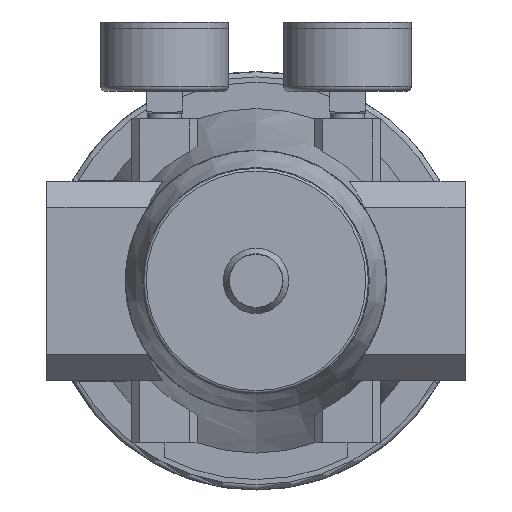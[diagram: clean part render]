
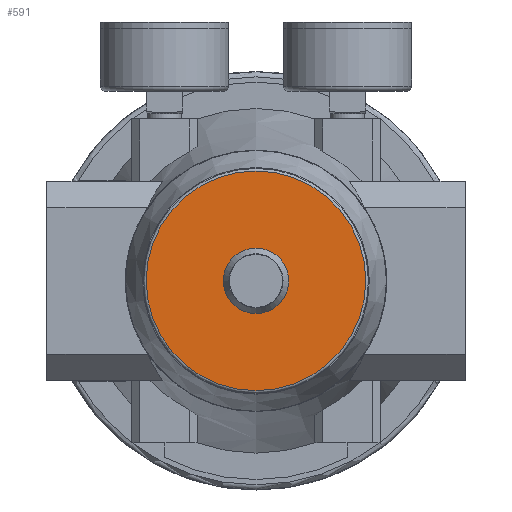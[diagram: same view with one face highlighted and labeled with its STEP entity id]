
A CAD part, front view. The second image highlights one B-rep face of the part: STEP entity #591.
In plain terms, the highlighted planar face has unit normal (0, -1, 0).
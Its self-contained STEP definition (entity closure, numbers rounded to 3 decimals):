
#591 = ADVANCED_FACE( '', ( #1453, #1454 ), #1455, .F. );
#1453 = FACE_OUTER_BOUND( '', #2652, .T. );
#1454 = FACE_BOUND( '', #2653, .T. );
#1455 = PLANE( '', #2654 );
#2652 = EDGE_LOOP( '', ( #4232 ) );
#2653 = EDGE_LOOP( '', ( #4233 ) );
#2654 = AXIS2_PLACEMENT_3D( '', #4234, #4235, #4236 );
#4232 = ORIENTED_EDGE( '', *, *, #7096, .F. );
#4233 = ORIENTED_EDGE( '', *, *, #7097, .T. );
#4234 = CARTESIAN_POINT( '', ( -12.5, -89., 0. ) );
#4235 = DIRECTION( '', ( 0., 1., 0. ) );
#4236 = DIRECTION( '', ( 0., 0., 1. ) );
#7096 = EDGE_CURVE( '', #8574, #8574, #8575, .T. );
#7097 = EDGE_CURVE( '', #8576, #8576, #8577, .T. );
#8574 = VERTEX_POINT( '', #10918 );
#8575 = CIRCLE( '', #10919, 42. );
#8576 = VERTEX_POINT( '', #10920 );
#8577 = CIRCLE( '', #10921, 12.5 );
#10918 = CARTESIAN_POINT( '', ( 0., -89., 42. ) );
#10919 = AXIS2_PLACEMENT_3D( '', #13377, #13378, #13379 );
#10920 = CARTESIAN_POINT( '', ( 0., -89., 12.5 ) );
#10921 = AXIS2_PLACEMENT_3D( '', #13380, #13381, #13382 );
#13377 = CARTESIAN_POINT( '', ( 0., -89., 0. ) );
#13378 = DIRECTION( '', ( 0., 1., 0. ) );
#13379 = DIRECTION( '', ( 0., 0., 1. ) );
#13380 = CARTESIAN_POINT( '', ( 0., -89., 0. ) );
#13381 = DIRECTION( '', ( 0., 1., 0. ) );
#13382 = DIRECTION( '', ( 0., 0., 1. ) );
